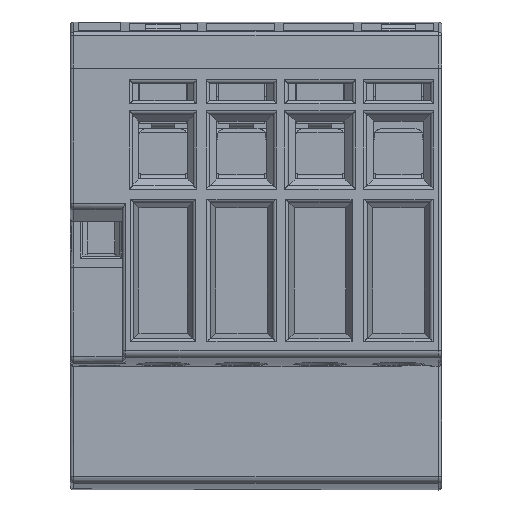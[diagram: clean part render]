
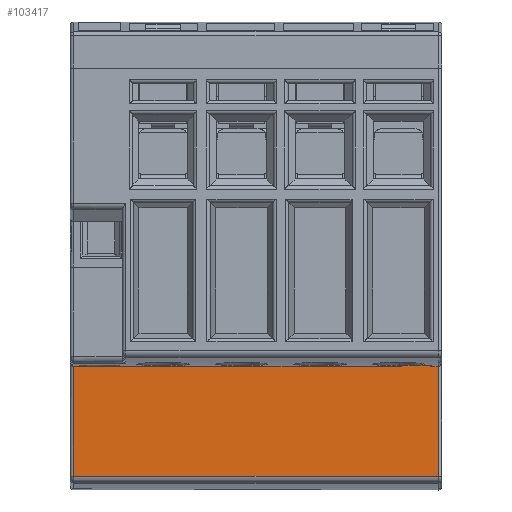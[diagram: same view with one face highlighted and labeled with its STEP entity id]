
A CAD part, front view. The second image highlights one B-rep face of the part: STEP entity #103417.
In plain terms, the highlighted planar face has unit normal (0, -1, 0).
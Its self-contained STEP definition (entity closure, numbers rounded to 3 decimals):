
#88468=CARTESIAN_POINT('',(22.9,-22.5,6.));
#88469=DIRECTION('',(0.,1.,0.));
#88470=DIRECTION('',(1.,0.,0.));
#88471=AXIS2_PLACEMENT_3D('',#88468,#88469,#88470);
#88542=DIRECTION('',(0.832,0.,-0.555));
#88543=VECTOR('',#88542,1.803);
#88544=CARTESIAN_POINT('',(21.9,-22.5,2.));
#88545=LINE('',#88544,#88543);
#88554=DIRECTION('',(1.,0.,0.));
#88555=VECTOR('',#88554,0.5);
#88556=CARTESIAN_POINT('',(21.4,-22.5,2.));
#88557=LINE('',#88556,#88555);
#88575=DIRECTION('',(0.,0.,1.));
#88576=VECTOR('',#88575,1.5);
#88577=CARTESIAN_POINT('',(21.4,-22.5,0.5));
#88578=LINE('',#88577,#88576);
#88597=CARTESIAN_POINT('',(21.9,-22.5,0.5));
#88598=DIRECTION('',(0.,1.,0.));
#88599=DIRECTION('',(0.,0.,-1.));
#88600=AXIS2_PLACEMENT_3D('',#88597,#88598,#88599);
#88602=DIRECTION('',(1.,0.,0.));
#88603=VECTOR('',#88602,4.9);
#88604=CARTESIAN_POINT('',(18.,-22.5,5.5));
#88605=LINE('',#88604,#88603);
#88606=DIRECTION('',(0.,0.,-1.));
#88607=VECTOR('',#88606,5.);
#88608=CARTESIAN_POINT('',(23.4,-22.5,6.));
#88609=LINE('',#88608,#88607);
#88610=DIRECTION('',(1.,0.,0.));
#88611=VECTOR('',#88610,1.);
#88612=CARTESIAN_POINT('',(21.9,-22.5,0.));
#88613=LINE('',#88612,#88611);
#88614=DIRECTION('',(0.,0.,-1.));
#88615=VECTOR('',#88614,16.008);
#88616=CARTESIAN_POINT('',(22.9,-22.5,0.));
#88617=LINE('',#88616,#88615);
#88618=DIRECTION('',(1.,0.,0.));
#88619=VECTOR('',#88618,53.);
#88620=CARTESIAN_POINT('',(-30.1,-22.5,-16.008));
#88621=LINE('',#88620,#88619);
#88622=DIRECTION('',(0.,0.,1.));
#88623=VECTOR('',#88622,16.008);
#88624=CARTESIAN_POINT('',(-30.1,-22.5,-16.008));
#88625=LINE('',#88624,#88623);
#88626=DIRECTION('',(1.,0.,0.));
#88627=VECTOR('',#88626,47.6);
#88628=CARTESIAN_POINT('',(-30.1,-22.5,0.));
#88629=LINE('',#88628,#88627);
#88630=DIRECTION('',(0.,0.,1.));
#88631=VECTOR('',#88630,5.);
#88632=CARTESIAN_POINT('',(18.,-22.5,0.5));
#88633=LINE('',#88632,#88631);
#96038=CARTESIAN_POINT('',(17.5,-22.5,0.5));
#96039=DIRECTION('',(0.,1.,0.));
#96040=DIRECTION('',(1.,0.,0.));
#96041=AXIS2_PLACEMENT_3D('',#96038,#96039,#96040);
#97549=CARTESIAN_POINT('',(18.,-22.5,5.5));
#97550=VERTEX_POINT('',#97549);
#97557=CARTESIAN_POINT('',(21.4,-22.5,2.));
#97559=VERTEX_POINT('',#97557);
#98375=CARTESIAN_POINT('',(22.9,-22.5,0.));
#98376=VERTEX_POINT('',#98375);
#98385=CARTESIAN_POINT('',(22.9,-22.5,-16.008));
#98387=VERTEX_POINT('',#98385);
#98396=CARTESIAN_POINT('',(-30.1,-22.5,-16.008));
#98398=VERTEX_POINT('',#98396);
#98399=CARTESIAN_POINT('',(-30.1,-22.5,0.));
#98400=VERTEX_POINT('',#98399);
#98523=CARTESIAN_POINT('',(21.4,-22.5,0.5));
#98525=VERTEX_POINT('',#98523);
#98527=CARTESIAN_POINT('',(21.9,-22.5,0.));
#98529=VERTEX_POINT('',#98527);
#98542=CARTESIAN_POINT('',(17.5,-22.5,0.));
#98543=VERTEX_POINT('',#98542);
#98544=CARTESIAN_POINT('',(18.,-22.5,0.5));
#98545=VERTEX_POINT('',#98544);
#99143=CARTESIAN_POINT('',(22.9,-22.5,5.5));
#99144=VERTEX_POINT('',#99143);
#99147=CARTESIAN_POINT('',(21.9,-22.5,2.));
#99149=VERTEX_POINT('',#99147);
#99151=CARTESIAN_POINT('',(23.4,-22.5,1.));
#99153=VERTEX_POINT('',#99151);
#99199=CARTESIAN_POINT('',(23.4,-22.5,6.));
#99200=VERTEX_POINT('',#99199);
#103391=CARTESIAN_POINT('',(-30.6,-22.5,0.));
#103392=DIRECTION('',(0.,-1.,0.));
#103393=DIRECTION('',(0.,0.,-1.));
#103394=AXIS2_PLACEMENT_3D('',#103391,#103392,#103393);
#103395=PLANE('',#103394);
#103396=ORIENTED_EDGE('',*,*,#103253,.T.);
#103397=ORIENTED_EDGE('',*,*,#103237,.F.);
#103398=ORIENTED_EDGE('',*,*,#103204,.T.);
#103399=ORIENTED_EDGE('',*,*,#103327,.F.);
#103400=ORIENTED_EDGE('',*,*,#103342,.F.);
#103401=ORIENTED_EDGE('',*,*,#103370,.F.);
#103402=ORIENTED_EDGE('',*,*,#103386,.F.);
#103403=ORIENTED_EDGE('',*,*,#99972,.T.);
#103405=ORIENTED_EDGE('',*,*,#103404,.T.);
#103407=ORIENTED_EDGE('',*,*,#103406,.F.);
#103409=ORIENTED_EDGE('',*,*,#103408,.T.);
#103410=ORIENTED_EDGE('',*,*,#99960,.T.);
#103412=ORIENTED_EDGE('',*,*,#103411,.F.);
#103414=ORIENTED_EDGE('',*,*,#103413,.T.);
#103415=EDGE_LOOP('',(#103396,#103397,#103398,#103399,#103400,#103401,#103402,
#103403,#103405,#103407,#103409,#103410,#103412,#103414));
#103416=FACE_OUTER_BOUND('',#103415,.F.);
#103417=ADVANCED_FACE('',(#103416),#103395,.T.);
#88472=CIRCLE('',#88471,0.5);
#88601=CIRCLE('',#88600,0.5);
#96042=CIRCLE('',#96041,0.5);
#99960=EDGE_CURVE('',#98400,#98543,#88629,.T.);
#99972=EDGE_CURVE('',#98529,#98376,#88613,.T.);
#103204=EDGE_CURVE('',#99200,#99153,#88609,.T.);
#103237=EDGE_CURVE('',#99200,#99144,#88472,.T.);
#103253=EDGE_CURVE('',#97550,#99144,#88605,.T.);
#103327=EDGE_CURVE('',#99149,#99153,#88545,.T.);
#103342=EDGE_CURVE('',#97559,#99149,#88557,.T.);
#103370=EDGE_CURVE('',#98525,#97559,#88578,.T.);
#103386=EDGE_CURVE('',#98529,#98525,#88601,.T.);
#103404=EDGE_CURVE('',#98376,#98387,#88617,.T.);
#103406=EDGE_CURVE('',#98398,#98387,#88621,.T.);
#103408=EDGE_CURVE('',#98398,#98400,#88625,.T.);
#103411=EDGE_CURVE('',#98545,#98543,#96042,.T.);
#103413=EDGE_CURVE('',#98545,#97550,#88633,.T.);
